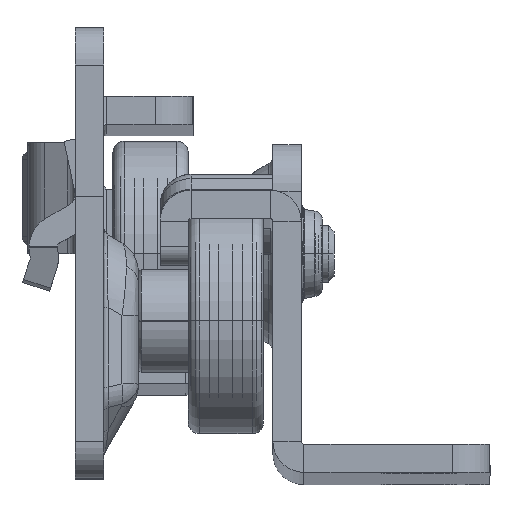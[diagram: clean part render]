
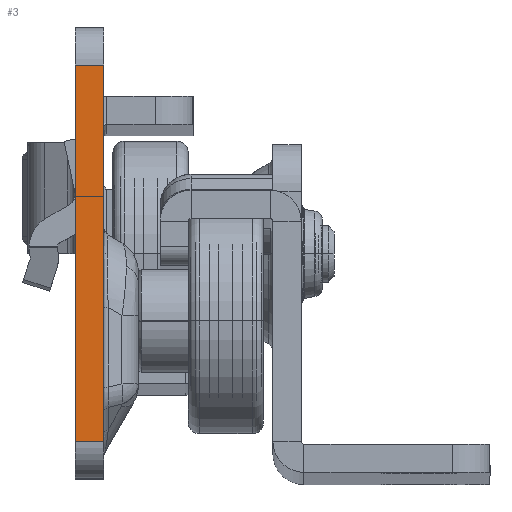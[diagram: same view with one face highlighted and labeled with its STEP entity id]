
A CAD part, top view. The second image highlights one B-rep face of the part: STEP entity #3.
In plain terms, the highlighted planar face has unit normal (0, 0, 1).
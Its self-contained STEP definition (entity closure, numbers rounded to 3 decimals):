
#3 = ADVANCED_FACE ( 'NONE', ( #11530 ), #22446, .T. ) ;
#125 = CARTESIAN_POINT ( 'NONE',  ( -122.719, -21.7, 0. ) ) ;
#350 = CARTESIAN_POINT ( 'NONE',  ( -3., 18.3, 0. ) ) ;
#765 = VERTEX_POINT ( 'NONE', #18437 ) ;
#840 = VERTEX_POINT ( 'NONE', #16318 ) ;
#1339 = CARTESIAN_POINT ( 'NONE',  ( -3., -29.094, 0. ) ) ;
#1523 = ORIENTED_EDGE ( 'NONE', *, *, #3925, .T. ) ;
#3925 = EDGE_CURVE ( 'NONE', #26323, #8167, #25330, .T. ) ;
#4397 = LINE ( 'NONE', #125, #16069 ) ;
#4877 = DIRECTION ( 'NONE',  ( 0., 0., 1. ) ) ;
#5044 = CARTESIAN_POINT ( 'NONE',  ( -3., 18.3, 0. ) ) ;
#5879 = ORIENTED_EDGE ( 'NONE', *, *, #25753, .F. ) ;
#7141 = CARTESIAN_POINT ( 'NONE',  ( -3., -29.094, 0. ) ) ;
#8167 = VERTEX_POINT ( 'NONE', #19084 ) ;
#10670 = EDGE_CURVE ( 'NONE', #26323, #765, #19664, .T. ) ;
#11530 = FACE_OUTER_BOUND ( 'NONE', #21303, .T. ) ;
#12189 = VECTOR ( 'NONE', #15724, 1000. ) ;
#13189 = ORIENTED_EDGE ( 'NONE', *, *, #21399, .T. ) ;
#15724 = DIRECTION ( 'NONE',  ( 0., -1., 0. ) ) ;
#16069 = VECTOR ( 'NONE', #24111, 1000. ) ;
#16318 = CARTESIAN_POINT ( 'NONE',  ( 0., -21.7, 0. ) ) ;
#16597 = VECTOR ( 'NONE', #23463, 1000. ) ;
#17566 = CARTESIAN_POINT ( 'NONE',  ( 0., -29.094, 0. ) ) ;
#18437 = CARTESIAN_POINT ( 'NONE',  ( 0., 18.3, 0. ) ) ;
#19084 = CARTESIAN_POINT ( 'NONE',  ( -3., -21.7, 0. ) ) ;
#19664 = LINE ( 'NONE', #350, #21400 ) ;
#19682 = LINE ( 'NONE', #17566, #12189 ) ;
#19947 = DIRECTION ( 'NONE',  ( 1., 0., 0. ) ) ;
#21303 = EDGE_LOOP ( 'NONE', ( #5879, #24992, #1523, #13189 ) ) ;
#21399 = EDGE_CURVE ( 'NONE', #8167, #840, #4397, .T. ) ;
#21400 = VECTOR ( 'NONE', #24043, 1000. ) ;
#22446 = PLANE ( 'NONE',  #26305 ) ;
#23463 = DIRECTION ( 'NONE',  ( 0., -1., 0. ) ) ;
#24043 = DIRECTION ( 'NONE',  ( 1., 0., 0. ) ) ;
#24111 = DIRECTION ( 'NONE',  ( 1., 0., 0. ) ) ;
#24992 = ORIENTED_EDGE ( 'NONE', *, *, #10670, .F. ) ;
#25330 = LINE ( 'NONE', #1339, #16597 ) ;
#25753 = EDGE_CURVE ( 'NONE', #765, #840, #19682, .T. ) ;
#26305 = AXIS2_PLACEMENT_3D ( 'NONE', #7141, #4877, #19947 ) ;
#26323 = VERTEX_POINT ( 'NONE', #5044 ) ;
